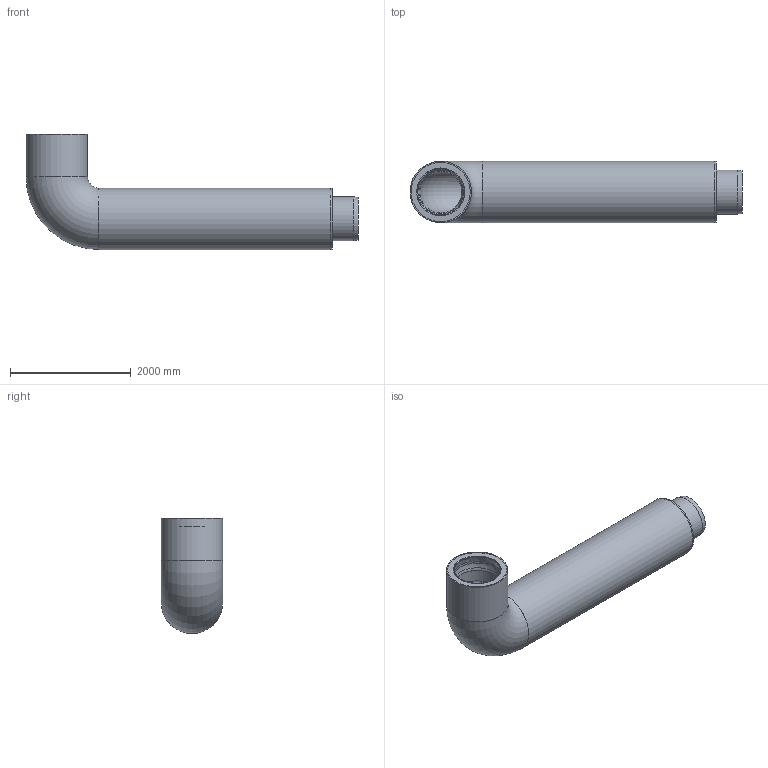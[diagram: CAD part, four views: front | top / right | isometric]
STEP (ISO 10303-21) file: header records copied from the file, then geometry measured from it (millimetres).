
FILE_DESCRIPTION(/* description */ (''),/* implementation_level */ '2;1');
FILE_NAME(/* name */ '58042.CC0X_3D.stp',/* time_stamp */ '2024-12-12T09:48:23+01:00',/* author */ ('CAD'),/* organization */ (''),/* preprocessor_version */ 'ST-DEVELOPER v20',/* originating_system */ 'AutoCAD Mechanical',/* authorisation */ '');
FILE_SCHEMA (('AUTOMOTIVE_DESIGN { 1 0 10303 214 3 1 1 }'));
Length unit declared in the file: centimetre
Products named in the file (2): Product; *S0
Assembly tree (1 placements, depth 2):
  Product
    *S0
Bounding box: 5510 x 1020 x 1910 mm (x, y, z)
Volume: 2400361288.7 mm3; surface area: 98430402 mm2
Topology: 8 solids, 8 shells, 106 faces, 248 edges, 162 vertices
Faces by surface type: cylinder 35, plane 30, cone 18, torus 17, bspline 6
Full cylindrical faces by diameter (mm): 40 x3, 100 x2, 698 x2, 730 x5, 760 x1, 792 x2, 810 x1, 842 x3, 980 x3, 990 x2, 1020 x3
Entity records: 3669 total; most frequent: CARTESIAN_POINT 1028, DIRECTION 610, ORIENTED_EDGE 488, AXIS2_PLACEMENT_3D 277, EDGE_CURVE 244, CIRCLE 174, VERTEX_POINT 154, EDGE_LOOP 130
